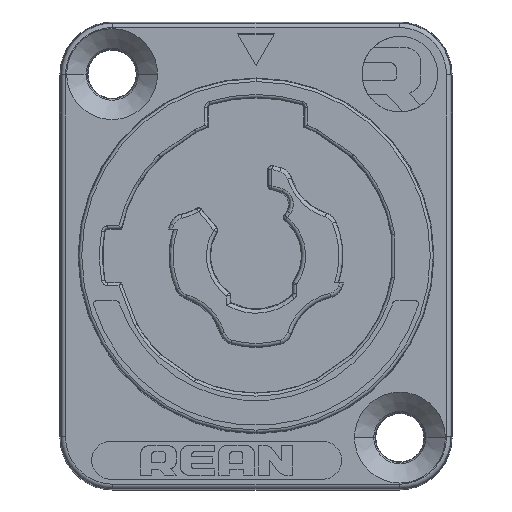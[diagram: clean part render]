
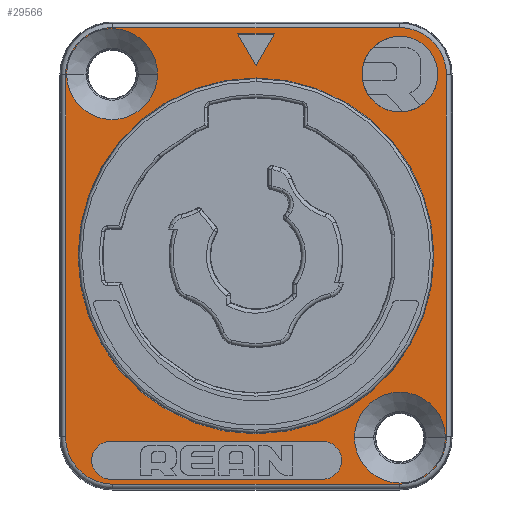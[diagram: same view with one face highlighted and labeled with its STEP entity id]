
A CAD part, top view. The second image highlights one B-rep face of the part: STEP entity #29566.
In plain terms, the highlighted planar face has unit normal (0, 0, 1).
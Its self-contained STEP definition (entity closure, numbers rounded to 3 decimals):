
#8115=CARTESIAN_POINT('',(-9.5,12.,4.5));
#8116=DIRECTION('',(0.,0.,1.));
#8117=DIRECTION('',(-1.,0.,0.));
#8118=AXIS2_PLACEMENT_3D('',#8115,#8116,#8117);
#8120=CARTESIAN_POINT('',(-9.5,12.,4.5));
#8121=DIRECTION('',(0.,0.,1.));
#8122=DIRECTION('',(1.,0.,0.));
#8123=AXIS2_PLACEMENT_3D('',#8120,#8121,#8122);
#8125=CARTESIAN_POINT('',(9.5,-12.,4.5));
#8126=DIRECTION('',(0.,0.,1.));
#8127=DIRECTION('',(1.,0.,0.));
#8128=AXIS2_PLACEMENT_3D('',#8125,#8126,#8127);
#8130=CARTESIAN_POINT('',(9.5,-12.,4.5));
#8131=DIRECTION('',(0.,0.,1.));
#8132=DIRECTION('',(-1.,0.,0.));
#8133=AXIS2_PLACEMENT_3D('',#8130,#8131,#8132);
#8135=CARTESIAN_POINT('',(9.5,12.,4.5));
#8136=DIRECTION('',(0.,0.,1.));
#8137=DIRECTION('',(1.,0.,0.));
#8138=AXIS2_PLACEMENT_3D('',#8135,#8136,#8137);
#8140=CARTESIAN_POINT('',(9.5,12.,4.5));
#8141=DIRECTION('',(0.,0.,1.));
#8142=DIRECTION('',(-1.,0.,0.));
#8143=AXIS2_PLACEMENT_3D('',#8140,#8141,#8142);
#8145=CARTESIAN_POINT('',(-9.6,-13.5,4.5));
#8146=DIRECTION('',(0.,0.,1.));
#8147=DIRECTION('',(0.,1.,0.));
#8148=AXIS2_PLACEMENT_3D('',#8145,#8146,#8147);
#8150=DIRECTION('',(1.,0.,0.));
#8151=VECTOR('',#8150,14.);
#8152=CARTESIAN_POINT('',(-9.6,-14.75,4.5));
#8153=LINE('',#8152,#8151);
#8154=CARTESIAN_POINT('',(4.4,-13.5,4.5));
#8155=DIRECTION('',(0.,0.,1.));
#8156=DIRECTION('',(0.,-1.,0.));
#8157=AXIS2_PLACEMENT_3D('',#8154,#8155,#8156);
#8159=DIRECTION('',(-1.,0.,0.));
#8160=VECTOR('',#8159,14.);
#8161=CARTESIAN_POINT('',(4.4,-12.25,4.5));
#8162=LINE('',#8161,#8160);
#8163=DIRECTION('',(0.5,-0.866,0.));
#8164=VECTOR('',#8163,2.4);
#8165=CARTESIAN_POINT('',(-1.2,14.65,4.5));
#8166=LINE('',#8165,#8164);
#8167=DIRECTION('',(0.5,0.866,0.));
#8168=VECTOR('',#8167,2.4);
#8169=CARTESIAN_POINT('',(0.,12.572,4.5));
#8170=LINE('',#8169,#8168);
#8171=DIRECTION('',(-1.,0.,0.));
#8172=VECTOR('',#8171,2.4);
#8173=CARTESIAN_POINT('',(1.2,14.65,4.5));
#8174=LINE('',#8173,#8172);
#8175=CARTESIAN_POINT('',(-9.45,-11.95,4.5));
#8176=DIRECTION('',(0.,0.,1.));
#8177=DIRECTION('',(-1.,0.,0.));
#8178=AXIS2_PLACEMENT_3D('',#8175,#8176,#8177);
#8180=DIRECTION('',(0.,-1.,0.));
#8181=VECTOR('',#8180,23.9);
#8182=CARTESIAN_POINT('',(-12.577,11.95,4.5));
#8183=LINE('',#8182,#8181);
#8184=CARTESIAN_POINT('',(-9.45,11.95,4.5));
#8185=DIRECTION('',(0.,0.,1.));
#8186=DIRECTION('',(0.,1.,0.));
#8187=AXIS2_PLACEMENT_3D('',#8184,#8185,#8186);
#8189=DIRECTION('',(-1.,0.,0.));
#8190=VECTOR('',#8189,18.9);
#8191=CARTESIAN_POINT('',(9.45,15.077,4.5));
#8192=LINE('',#8191,#8190);
#8193=CARTESIAN_POINT('',(9.45,11.95,4.5));
#8194=DIRECTION('',(0.,0.,1.));
#8195=DIRECTION('',(1.,0.,0.));
#8196=AXIS2_PLACEMENT_3D('',#8193,#8194,#8195);
#8198=DIRECTION('',(0.,1.,0.));
#8199=VECTOR('',#8198,23.9);
#8200=CARTESIAN_POINT('',(12.577,-11.95,4.5));
#8201=LINE('',#8200,#8199);
#8202=CARTESIAN_POINT('',(9.45,-11.95,4.5));
#8203=DIRECTION('',(0.,0.,1.));
#8204=DIRECTION('',(0.,-1.,0.));
#8205=AXIS2_PLACEMENT_3D('',#8202,#8203,#8204);
#8207=DIRECTION('',(1.,0.,0.));
#8208=VECTOR('',#8207,18.9);
#8209=CARTESIAN_POINT('',(-9.45,-15.077,4.5));
#8210=LINE('',#8209,#8208);
#8216=CARTESIAN_POINT('',(0.,0.,4.5));
#8217=DIRECTION('',(0.,0.,-1.));
#8218=DIRECTION('',(0.,1.,0.));
#8219=AXIS2_PLACEMENT_3D('',#8216,#8217,#8218);
#8509=CARTESIAN_POINT('',(0.,0.,4.5));
#8510=DIRECTION('',(0.,0.,1.));
#8511=DIRECTION('',(0.,1.,0.));
#8512=AXIS2_PLACEMENT_3D('',#8509,#8510,#8511);
#16528=CARTESIAN_POINT('',(-12.5,12.,4.5));
#16529=CARTESIAN_POINT('',(-6.5,12.,4.5));
#16530=VERTEX_POINT('',#16528);
#16531=VERTEX_POINT('',#16529);
#16536=CARTESIAN_POINT('',(12.5,-12.,4.5));
#16537=CARTESIAN_POINT('',(6.5,-12.,4.5));
#16538=VERTEX_POINT('',#16536);
#16539=VERTEX_POINT('',#16537);
#16540=CARTESIAN_POINT('',(0.,11.75,4.5));
#16541=CARTESIAN_POINT('',(0.,-11.75,4.5));
#16542=VERTEX_POINT('',#16540);
#16543=VERTEX_POINT('',#16541);
#16582=CARTESIAN_POINT('',(12.,12.,4.5));
#16583=CARTESIAN_POINT('',(7.,12.,4.5));
#16584=VERTEX_POINT('',#16582);
#16585=VERTEX_POINT('',#16583);
#16586=CARTESIAN_POINT('',(-9.6,-12.25,4.5));
#16587=CARTESIAN_POINT('',(-9.6,-14.75,4.5));
#16588=VERTEX_POINT('',#16586);
#16589=VERTEX_POINT('',#16587);
#16590=CARTESIAN_POINT('',(4.4,-14.75,4.5));
#16591=VERTEX_POINT('',#16590);
#16592=CARTESIAN_POINT('',(4.4,-12.25,4.5));
#16593=VERTEX_POINT('',#16592);
#16594=CARTESIAN_POINT('',(-1.2,14.65,4.5));
#16595=CARTESIAN_POINT('',(0.,12.572,4.5));
#16596=VERTEX_POINT('',#16594);
#16597=VERTEX_POINT('',#16595);
#16598=CARTESIAN_POINT('',(1.2,14.65,4.5));
#16599=VERTEX_POINT('',#16598);
#17664=CARTESIAN_POINT('',(-12.577,-11.95,4.5));
#17665=CARTESIAN_POINT('',(-9.45,-15.077,4.5));
#17666=VERTEX_POINT('',#17664);
#17667=VERTEX_POINT('',#17665);
#17672=CARTESIAN_POINT('',(9.45,-15.077,4.5));
#17673=VERTEX_POINT('',#17672);
#17676=CARTESIAN_POINT('',(12.577,-11.95,4.5));
#17677=VERTEX_POINT('',#17676);
#17680=CARTESIAN_POINT('',(12.577,11.95,4.5));
#17681=VERTEX_POINT('',#17680);
#17684=CARTESIAN_POINT('',(9.45,15.077,4.5));
#17685=VERTEX_POINT('',#17684);
#17688=CARTESIAN_POINT('',(-9.45,15.077,4.5));
#17689=VERTEX_POINT('',#17688);
#17692=CARTESIAN_POINT('',(-12.577,11.95,4.5));
#17693=VERTEX_POINT('',#17692);
#29502=CARTESIAN_POINT('',(0.,0.,4.5));
#29503=DIRECTION('',(0.,0.,-1.));
#29504=DIRECTION('',(0.,-1.,0.));
#29505=AXIS2_PLACEMENT_3D('',#29502,#29503,#29504);
#29506=PLANE('',#29505);
#29508=ORIENTED_EDGE('',*,*,#29507,.F.);
#29510=ORIENTED_EDGE('',*,*,#29509,.F.);
#29512=ORIENTED_EDGE('',*,*,#29511,.F.);
#29513=ORIENTED_EDGE('',*,*,#29492,.F.);
#29515=ORIENTED_EDGE('',*,*,#29514,.F.);
#29517=ORIENTED_EDGE('',*,*,#29516,.F.);
#29519=ORIENTED_EDGE('',*,*,#29518,.F.);
#29521=ORIENTED_EDGE('',*,*,#29520,.F.);
#29522=EDGE_LOOP('',(#29508,#29510,#29512,#29513,#29515,#29517,#29519,#29521));
#29523=FACE_OUTER_BOUND('',#29522,.F.);
#29525=ORIENTED_EDGE('',*,*,#29524,.T.);
#29527=ORIENTED_EDGE('',*,*,#29526,.T.);
#29528=EDGE_LOOP('',(#29525,#29527));
#29529=FACE_BOUND('',#29528,.F.);
#29531=ORIENTED_EDGE('',*,*,#29530,.T.);
#29533=ORIENTED_EDGE('',*,*,#29532,.T.);
#29534=EDGE_LOOP('',(#29531,#29533));
#29535=FACE_BOUND('',#29534,.F.);
#29537=ORIENTED_EDGE('',*,*,#29536,.T.);
#29539=ORIENTED_EDGE('',*,*,#29538,.T.);
#29540=EDGE_LOOP('',(#29537,#29539));
#29541=FACE_BOUND('',#29540,.F.);
#29543=ORIENTED_EDGE('',*,*,#29542,.T.);
#29545=ORIENTED_EDGE('',*,*,#29544,.T.);
#29547=ORIENTED_EDGE('',*,*,#29546,.T.);
#29549=ORIENTED_EDGE('',*,*,#29548,.T.);
#29550=EDGE_LOOP('',(#29543,#29545,#29547,#29549));
#29551=FACE_BOUND('',#29550,.F.);
#29553=ORIENTED_EDGE('',*,*,#29552,.T.);
#29555=ORIENTED_EDGE('',*,*,#29554,.T.);
#29557=ORIENTED_EDGE('',*,*,#29556,.T.);
#29558=EDGE_LOOP('',(#29553,#29555,#29557));
#29559=FACE_BOUND('',#29558,.F.);
#29561=ORIENTED_EDGE('',*,*,#29560,.F.);
#29563=ORIENTED_EDGE('',*,*,#29562,.T.);
#29564=EDGE_LOOP('',(#29561,#29563));
#29565=FACE_BOUND('',#29564,.F.);
#29566=ADVANCED_FACE('',(#29523,#29529,#29535,#29541,#29551,#29559,#29565),
#29506,.F.);
#8119=CIRCLE('',#8118,3.);
#8124=CIRCLE('',#8123,3.);
#8129=CIRCLE('',#8128,3.);
#8134=CIRCLE('',#8133,3.);
#8139=CIRCLE('',#8138,2.5);
#8144=CIRCLE('',#8143,2.5);
#8149=CIRCLE('',#8148,1.25);
#8158=CIRCLE('',#8157,1.25);
#8179=CIRCLE('',#8178,3.127);
#8188=CIRCLE('',#8187,3.127);
#8197=CIRCLE('',#8196,3.127);
#8206=CIRCLE('',#8205,3.127);
#8220=CIRCLE('',#8219,11.75);
#8513=CIRCLE('',#8512,11.75);
#29492=EDGE_CURVE('',#17685,#17689,#8192,.T.);
#29507=EDGE_CURVE('',#17666,#17667,#8179,.T.);
#29509=EDGE_CURVE('',#17693,#17666,#8183,.T.);
#29511=EDGE_CURVE('',#17689,#17693,#8188,.T.);
#29514=EDGE_CURVE('',#17681,#17685,#8197,.T.);
#29516=EDGE_CURVE('',#17677,#17681,#8201,.T.);
#29518=EDGE_CURVE('',#17673,#17677,#8206,.T.);
#29520=EDGE_CURVE('',#17667,#17673,#8210,.T.);
#29524=EDGE_CURVE('',#16530,#16531,#8119,.T.);
#29526=EDGE_CURVE('',#16531,#16530,#8124,.T.);
#29530=EDGE_CURVE('',#16538,#16539,#8129,.T.);
#29532=EDGE_CURVE('',#16539,#16538,#8134,.T.);
#29536=EDGE_CURVE('',#16584,#16585,#8139,.T.);
#29538=EDGE_CURVE('',#16585,#16584,#8144,.T.);
#29542=EDGE_CURVE('',#16588,#16589,#8149,.T.);
#29544=EDGE_CURVE('',#16589,#16591,#8153,.T.);
#29546=EDGE_CURVE('',#16591,#16593,#8158,.T.);
#29548=EDGE_CURVE('',#16593,#16588,#8162,.T.);
#29552=EDGE_CURVE('',#16596,#16597,#8166,.T.);
#29554=EDGE_CURVE('',#16597,#16599,#8170,.T.);
#29556=EDGE_CURVE('',#16599,#16596,#8174,.T.);
#29560=EDGE_CURVE('',#16542,#16543,#8220,.T.);
#29562=EDGE_CURVE('',#16542,#16543,#8513,.T.);
